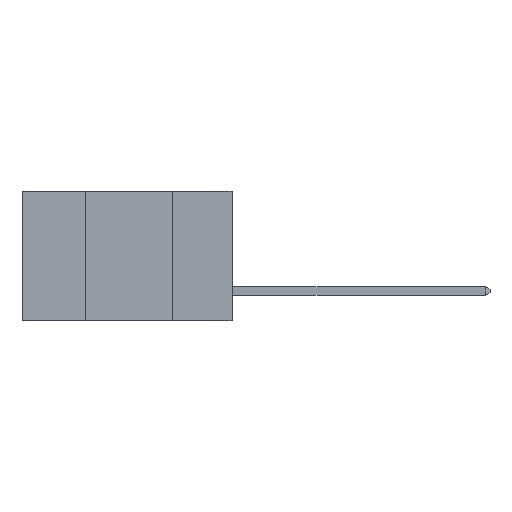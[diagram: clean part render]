
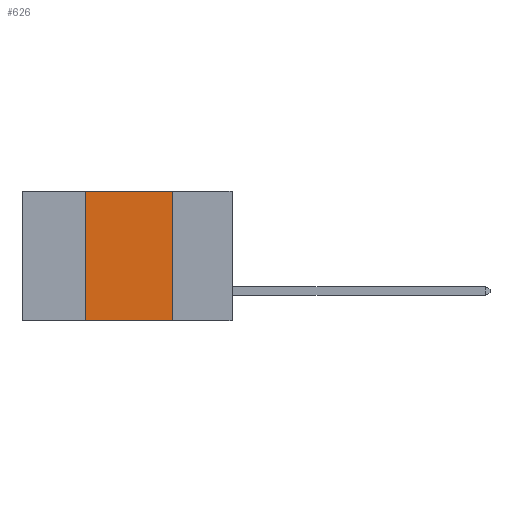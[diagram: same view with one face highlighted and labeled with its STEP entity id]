
A CAD part, left-side view. The second image highlights one B-rep face of the part: STEP entity #626.
In plain terms, the highlighted planar face has unit normal (-1, 0, 0).
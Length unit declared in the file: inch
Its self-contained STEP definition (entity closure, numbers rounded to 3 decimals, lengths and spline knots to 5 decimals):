
#626 = ADVANCED_FACE ( 'NONE', ( #9822 ), #11117, .F. ) ;
#3721 = CARTESIAN_POINT ( 'NONE',  ( 0., 0.42, 0. ) ) ;
#3744 = DIRECTION ( 'NONE',  ( 0., 0., -1. ) ) ;
#5207 = VECTOR ( 'NONE', #5490, 39.37008 ) ;
#5490 = DIRECTION ( 'NONE',  ( 0., 0., 1. ) ) ;
#5839 = VERTEX_POINT ( 'NONE', #7718 ) ;
#6285 = VERTEX_POINT ( 'NONE', #17766 ) ;
#6822 = AXIS2_PLACEMENT_3D ( 'NONE', #11276, #13751, #13818 ) ;
#7338 = CARTESIAN_POINT ( 'NONE',  ( 0., 0.17, 0. ) ) ;
#7718 = CARTESIAN_POINT ( 'NONE',  ( 0., 0.17, 0. ) ) ;
#7986 = VECTOR ( 'NONE', #14117, 39.37008 ) ;
#7997 = CARTESIAN_POINT ( 'NONE',  ( 0., 0.17, -0.37 ) ) ;
#8935 = CARTESIAN_POINT ( 'NONE',  ( 0., 0.6, -0.37 ) ) ;
#9822 = FACE_OUTER_BOUND ( 'NONE', #15941, .T. ) ;
#9925 = EDGE_CURVE ( 'NONE', #17468, #6285, #22454, .T. ) ;
#10125 = ORIENTED_EDGE ( 'NONE', *, *, #17459, .F. ) ;
#10168 = ORIENTED_EDGE ( 'NONE', *, *, #11096, .T. ) ;
#10190 = ORIENTED_EDGE ( 'NONE', *, *, #15719, .F. ) ;
#10340 = ORIENTED_EDGE ( 'NONE', *, *, #9925, .F. ) ;
#10864 = CARTESIAN_POINT ( 'NONE',  ( 0., 0.42, -0.37 ) ) ;
#11096 = EDGE_CURVE ( 'NONE', #17468, #16644, #21106, .T. ) ;
#11117 = PLANE ( 'NONE',  #6822 ) ;
#11276 = CARTESIAN_POINT ( 'NONE',  ( 0., 0.6, 0. ) ) ;
#11643 = VECTOR ( 'NONE', #14282, 39.37008 ) ;
#12558 = CARTESIAN_POINT ( 'NONE',  ( 0., 0.6, 0. ) ) ;
#13751 = DIRECTION ( 'NONE',  ( 1., 0., 0. ) ) ;
#13818 = DIRECTION ( 'NONE',  ( 0., 0., -1. ) ) ;
#14117 = DIRECTION ( 'NONE',  ( 0., -1., 0. ) ) ;
#14282 = DIRECTION ( 'NONE',  ( 0., -1., 0. ) ) ;
#15719 = EDGE_CURVE ( 'NONE', #5839, #16644, #20439, .T. ) ;
#15941 = EDGE_LOOP ( 'NONE', ( #10190, #10125, #10340, #10168 ) ) ;
#16644 = VERTEX_POINT ( 'NONE', #7997 ) ;
#17459 = EDGE_CURVE ( 'NONE', #6285, #5839, #19105, .T. ) ;
#17468 = VERTEX_POINT ( 'NONE', #10864 ) ;
#17766 = CARTESIAN_POINT ( 'NONE',  ( 0., 0.42, 0. ) ) ;
#19105 = LINE ( 'NONE', #12558, #11643 ) ;
#19927 = VECTOR ( 'NONE', #3744, 39.37008 ) ;
#20439 = LINE ( 'NONE', #7338, #19927 ) ;
#21106 = LINE ( 'NONE', #8935, #7986 ) ;
#22454 = LINE ( 'NONE', #3721, #5207 ) ;
